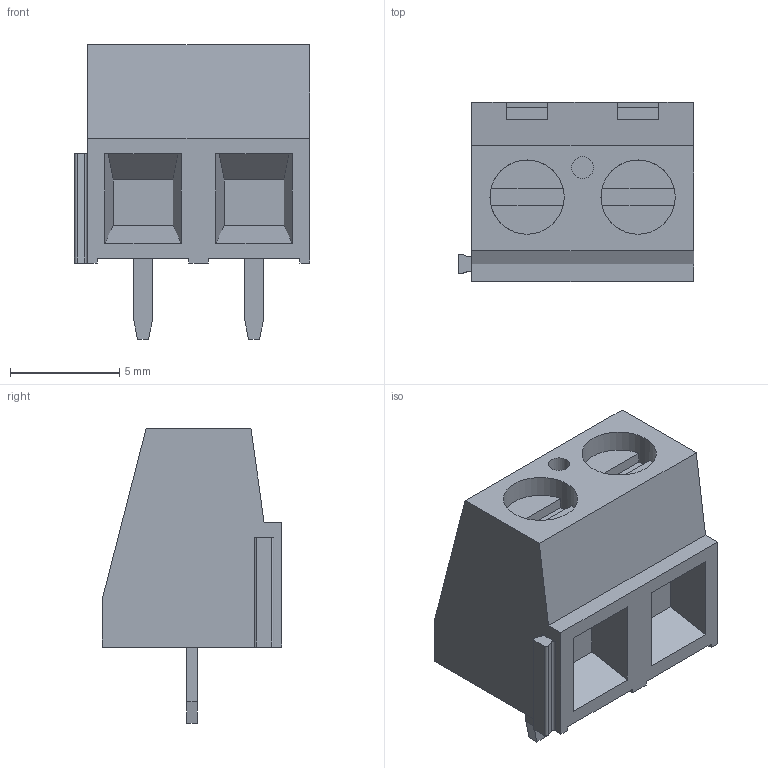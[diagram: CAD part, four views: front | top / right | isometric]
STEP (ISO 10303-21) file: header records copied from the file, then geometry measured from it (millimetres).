
FILE_DESCRIPTION( ( '' ), ' ' );
FILE_NAME( '5c0dd444504dc117082bb928.step', '2018-12-10T02:49:41', ( '' ), ( '' ), ' ', ' ', ' ' );
FILE_SCHEMA( ( 'AUTOMOTIVE_DESIGN { 1 0 10303 214 1 1 1 1 }' ) );
Length unit declared in the file: metre
Products named in the file (3): Open CASCADE STEP translator 6.8 2; Open CASCADE STEP translator 6.8 1
Bounding box: 10.76 x 8.2 x 13.5 mm (x, y, z)
Volume: 633.9 mm3; surface area: 738.6 mm2
Topology: 3 solids, 3 shells, 95 faces, 246 edges, 164 vertices
Faces by surface type: plane 82, cylinder 13
Full cylindrical faces by diameter (mm): 1 x1, 3.4 x4
Entity records: 4820 total; most frequent: CARTESIAN_POINT 499, ORIENTED_EDGE 478, DIRECTION 467, STYLED_ITEM 334, PRESENTATION_STYLE_ASSIGNMENT 334, COLOUR_RGB 334, EDGE_CURVE 239, CURVE_STYLE 239
